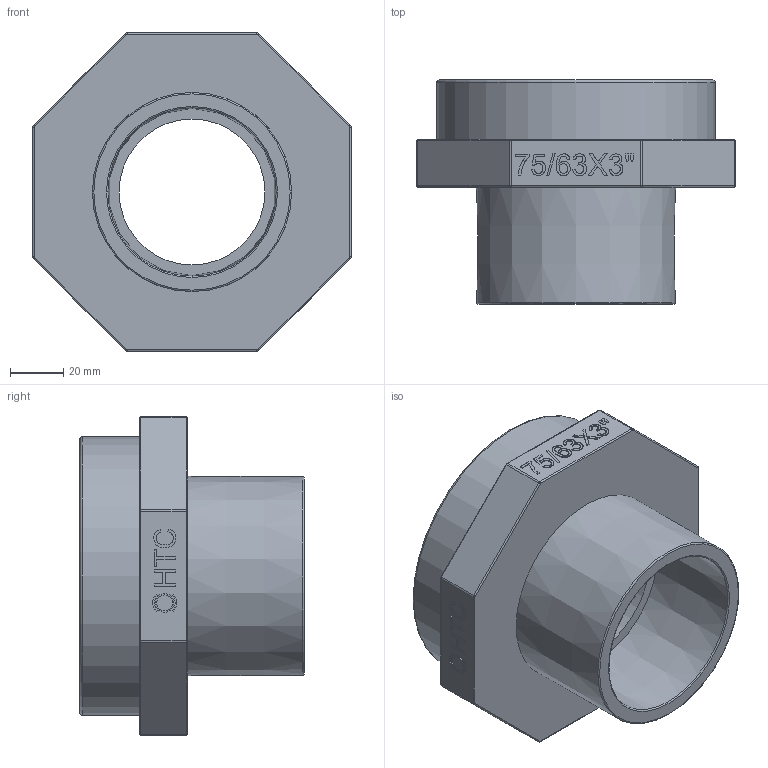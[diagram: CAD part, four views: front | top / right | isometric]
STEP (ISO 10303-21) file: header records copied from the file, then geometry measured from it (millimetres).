
FILE_DESCRIPTION(/* description */ (''),/* implementation_level */ '2;1');
FILE_NAME(/* name */ 'Z1E063090.stp',/* time_stamp */ '2025-04-24T15:53:01+08:00',/* author */ (''),/* organization */ (''),/* preprocessor_version */ 'ST-DEVELOPER v16.7',/* originating_system */ 'SIEMENS PLM Software NX 12.0',/* authorisation */ '');
FILE_SCHEMA (('AUTOMOTIVE_DESIGN { 1 0 10303 214 3 1 1 1 }'));
Length unit declared in the file: millimetre
Products named in the file (1): Admi115C965E74cj
Bounding box: 120.5 x 84.5 x 120.5 mm (x, y, z)
Volume: 259280.8 mm3; surface area: 68866.5 mm2
Topology: 1 solids, 1 shells, 271 faces, 671 edges, 436 vertices
Faces by surface type: plane 154, cylinder 48, extrusion 45, bspline 18, torus 4, cone 2
Full cylindrical faces by diameter (mm): 6 x1, 7 x1, 55 x1, 87.884 x13, 90 x1, 105 x1
Entity records: 12666 total; most frequent: CARTESIAN_POINT 7197, ORIENTED_EDGE 1234, DIRECTION 843, EDGE_CURVE 617, VERTEX_POINT 407, B_SPLINE_CURVE_WITH_KNOTS 353, EDGE_LOOP 306, AXIS2_PLACEMENT_3D 292
